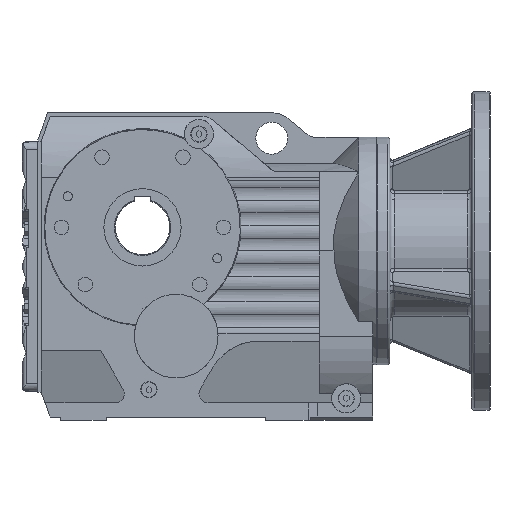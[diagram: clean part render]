
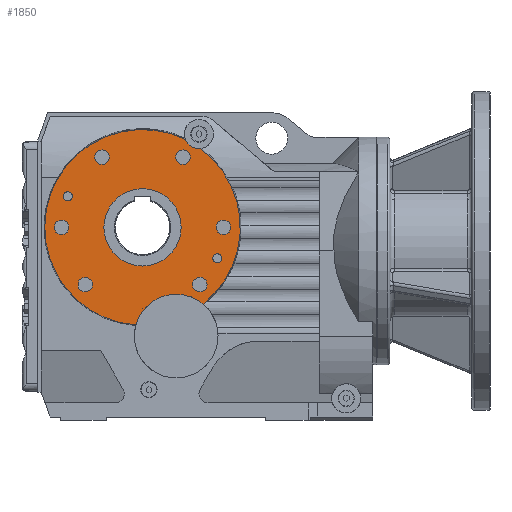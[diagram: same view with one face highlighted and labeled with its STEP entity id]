
A CAD part, front view. The second image highlights one B-rep face of the part: STEP entity #1850.
In plain terms, the highlighted planar face has unit normal (0, -1, 0).
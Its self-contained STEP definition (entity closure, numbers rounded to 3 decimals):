
#1850=ADVANCED_FACE('',(#7716,#7718,#7720,#7722,#7724,#7726,#7728,#7730,#7732,#7734,
#7736),#7738,.T.);
#7716=FACE_BOUND('',#7717,.T.);
#7717=EDGE_LOOP('',(#13973,#13974,#13975,#13976));
#7718=FACE_BOUND('',#7719,.T.);
#7719=EDGE_LOOP('',(#13977));
#7720=FACE_BOUND('',#7721,.T.);
#7721=EDGE_LOOP('',(#13978));
#7722=FACE_BOUND('',#7723,.T.);
#7723=EDGE_LOOP('',(#13979));
#7724=FACE_BOUND('',#7725,.T.);
#7725=EDGE_LOOP('',(#13980));
#7726=FACE_BOUND('',#7727,.T.);
#7727=EDGE_LOOP('',(#13981));
#7728=FACE_BOUND('',#7729,.T.);
#7729=EDGE_LOOP('',(#13982));
#7730=FACE_BOUND('',#7731,.T.);
#7731=EDGE_LOOP('',(#13983));
#7732=FACE_BOUND('',#7733,.T.);
#7733=EDGE_LOOP('',(#13984));
#7734=FACE_BOUND('',#7735,.T.);
#7735=EDGE_LOOP('',(#13985));
#7736=FACE_BOUND('',#7737,.T.);
#7737=EDGE_LOOP('',(#13986));
#7738=PLANE('',#7739);
#7739=AXIS2_PLACEMENT_3D('',#7740,#7741,#7742);
#7740=CARTESIAN_POINT('',(0.,-116.,107.5));
#7741=DIRECTION('',(0.,-1.,0.));
#7742=DIRECTION('',(1.,0.,0.));
#13973=ORIENTED_EDGE('',*,*,#16563,.F.);
#13974=ORIENTED_EDGE('',*,*,#16901,.T.);
#13975=ORIENTED_EDGE('',*,*,#16730,.F.);
#13976=ORIENTED_EDGE('',*,*,#16902,.T.);
#13977=ORIENTED_EDGE('',*,*,#16577,.T.);
#13978=ORIENTED_EDGE('',*,*,#16674,.F.);
#13979=ORIENTED_EDGE('',*,*,#16676,.F.);
#13980=ORIENTED_EDGE('',*,*,#16678,.F.);
#13981=ORIENTED_EDGE('',*,*,#16680,.F.);
#13982=ORIENTED_EDGE('',*,*,#16682,.F.);
#13983=ORIENTED_EDGE('',*,*,#16684,.F.);
#13984=ORIENTED_EDGE('',*,*,#16686,.F.);
#13985=ORIENTED_EDGE('',*,*,#16688,.F.);
#13986=ORIENTED_EDGE('',*,*,#16690,.F.);
#16563=EDGE_CURVE('',#18174,#18158,#18176,.T.);
#16577=EDGE_CURVE('',#18198,#18198,#18199,.T.);
#16674=EDGE_CURVE('',#18387,#18387,#18388,.T.);
#16676=EDGE_CURVE('',#18391,#18391,#18392,.T.);
#16678=EDGE_CURVE('',#18395,#18395,#18396,.T.);
#16680=EDGE_CURVE('',#18399,#18399,#18400,.T.);
#16682=EDGE_CURVE('',#18403,#18403,#18404,.T.);
#16684=EDGE_CURVE('',#18407,#18407,#18408,.T.);
#16686=EDGE_CURVE('',#18411,#18411,#18412,.T.);
#16688=EDGE_CURVE('',#18415,#18415,#18416,.T.);
#16690=EDGE_CURVE('',#18419,#18419,#18420,.T.);
#16730=EDGE_CURVE('',#18482,#18477,#18484,.T.);
#16901=EDGE_CURVE('',#18174,#18477,#18758,.T.);
#16902=EDGE_CURVE('',#18482,#18158,#18759,.T.);
#18158=VERTEX_POINT('',#21369);
#18174=VERTEX_POINT('',#21622);
#18176=CIRCLE('',#21630,107.5);
#18198=VERTEX_POINT('',#21900);
#18199=CIRCLE('',#21901,42.5);
#18387=VERTEX_POINT('',#23103);
#18388=CIRCLE('',#23104,8.);
#18391=VERTEX_POINT('',#23113);
#18392=CIRCLE('',#23114,8.);
#18395=VERTEX_POINT('',#23123);
#18396=CIRCLE('',#23124,0.005);
#18399=VERTEX_POINT('',#23133);
#18400=CIRCLE('',#23134,5.);
#18403=VERTEX_POINT('',#23143);
#18404=CIRCLE('',#23144,5.);
#18407=VERTEX_POINT('',#23153);
#18408=CIRCLE('',#23154,8.);
#18411=VERTEX_POINT('',#23163);
#18412=CIRCLE('',#23164,8.);
#18415=VERTEX_POINT('',#23173);
#18416=CIRCLE('',#23174,8.);
#18419=VERTEX_POINT('',#23183);
#18420=CIRCLE('',#23184,8.);
#18477=VERTEX_POINT('',#23467);
#18482=VERTEX_POINT('',#23539);
#18484=CIRCLE('',#23544,107.5);
#18758=CIRCLE('',#24356,16.);
#18759=CIRCLE('',#24360,46.);
#21369=CARTESIAN_POINT('',(66.659,-116.,-84.338));
#21622=CARTESIAN_POINT('',(63.704,-116.,86.591));
#21630=AXIS2_PLACEMENT_3D('',#21631,#21632,#21633);
#21631=CARTESIAN_POINT('',(0.,-116.,0.));
#21632=DIRECTION('',(-0.,1.,0.));
#21633=DIRECTION('',(0.593,0.,0.805));
#21900=CARTESIAN_POINT('',(42.5,-116.,0.));
#21901=AXIS2_PLACEMENT_3D('',#21902,#21903,#21904);
#21902=CARTESIAN_POINT('',(0.,-116.,0.));
#21903=DIRECTION('',(-0.,1.,-0.));
#21904=DIRECTION('',(1.,0.,0.));
#23103=CARTESIAN_POINT('',(97.,-116.,0.));
#23104=AXIS2_PLACEMENT_3D('',#23105,#23106,#23107);
#23105=CARTESIAN_POINT('',(89.,-116.,0.));
#23106=DIRECTION('',(0.,-1.,0.));
#23107=DIRECTION('',(-1.,0.,0.));
#23113=CARTESIAN_POINT('',(-81.,-116.,0.));
#23114=AXIS2_PLACEMENT_3D('',#23115,#23116,#23117);
#23115=CARTESIAN_POINT('',(-89.,-116.,0.));
#23116=DIRECTION('',(0.,-1.,0.));
#23117=DIRECTION('',(-1.,0.,0.));
#23123=CARTESIAN_POINT('',(0.005,-116.,-89.));
#23124=AXIS2_PLACEMENT_3D('',#23125,#23126,#23127);
#23125=CARTESIAN_POINT('',(0.,-116.,-89.));
#23126=DIRECTION('',(0.,-1.,0.));
#23127=DIRECTION('',(-1.,0.,0.));
#23133=CARTESIAN_POINT('',(-77.225,-116.,34.059));
#23134=AXIS2_PLACEMENT_3D('',#23135,#23136,#23137);
#23135=CARTESIAN_POINT('',(-82.225,-116.,34.059));
#23136=DIRECTION('',(0.,-1.,0.));
#23137=DIRECTION('',(-1.,0.,0.));
#23143=CARTESIAN_POINT('',(87.225,-116.,-34.059));
#23144=AXIS2_PLACEMENT_3D('',#23145,#23146,#23147);
#23145=CARTESIAN_POINT('',(82.225,-116.,-34.059));
#23146=DIRECTION('',(0.,-1.,0.));
#23147=DIRECTION('',(-1.,0.,0.));
#23153=CARTESIAN_POINT('',(-54.933,-116.,-62.933));
#23154=AXIS2_PLACEMENT_3D('',#23155,#23156,#23157);
#23155=CARTESIAN_POINT('',(-62.933,-116.,-62.933));
#23156=DIRECTION('',(0.,-1.,0.));
#23157=DIRECTION('',(-1.,0.,0.));
#23163=CARTESIAN_POINT('',(70.933,-116.,-62.933));
#23164=AXIS2_PLACEMENT_3D('',#23165,#23166,#23167);
#23165=CARTESIAN_POINT('',(62.933,-116.,-62.933));
#23166=DIRECTION('',(0.,-1.,0.));
#23167=DIRECTION('',(-1.,0.,0.));
#23173=CARTESIAN_POINT('',(-36.5,-116.,77.076));
#23174=AXIS2_PLACEMENT_3D('',#23175,#23176,#23177);
#23175=CARTESIAN_POINT('',(-44.5,-116.,77.076));
#23176=DIRECTION('',(0.,-1.,0.));
#23177=DIRECTION('',(-1.,0.,0.));
#23183=CARTESIAN_POINT('',(52.5,-116.,77.076));
#23184=AXIS2_PLACEMENT_3D('',#23185,#23186,#23187);
#23185=CARTESIAN_POINT('',(44.5,-116.,77.076));
#23186=DIRECTION('',(0.,-1.,0.));
#23187=DIRECTION('',(-1.,0.,0.));
#23467=CARTESIAN_POINT('',(47.118,-116.,96.624));
#23539=CARTESIAN_POINT('',(-7.339,-116.,-107.249));
#23544=AXIS2_PLACEMENT_3D('',#23545,#23546,#23547);
#23545=CARTESIAN_POINT('',(0.,-116.,0.));
#23546=DIRECTION('',(0.,1.,-0.));
#23547=DIRECTION('',(-0.068,0.,-0.998));
#24356=AXIS2_PLACEMENT_3D('',#24357,#24358,#24359);
#24357=CARTESIAN_POINT('',(62.,-116.,102.5));
#24358=DIRECTION('',(-0.,1.,0.));
#24359=DIRECTION('',(0.107,0.,-0.994));
#24360=AXIS2_PLACEMENT_3D('',#24361,#24362,#24363);
#24361=CARTESIAN_POINT('',(37.,-116.,-119.5));
#24362=DIRECTION('',(0.,1.,-0.));
#24363=DIRECTION('',(-0.964,0.,0.266));
